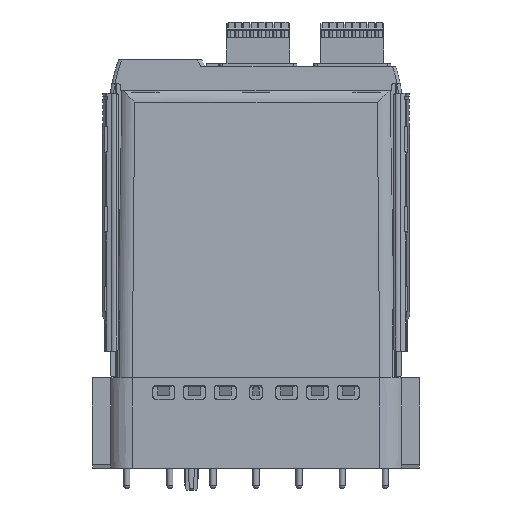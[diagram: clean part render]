
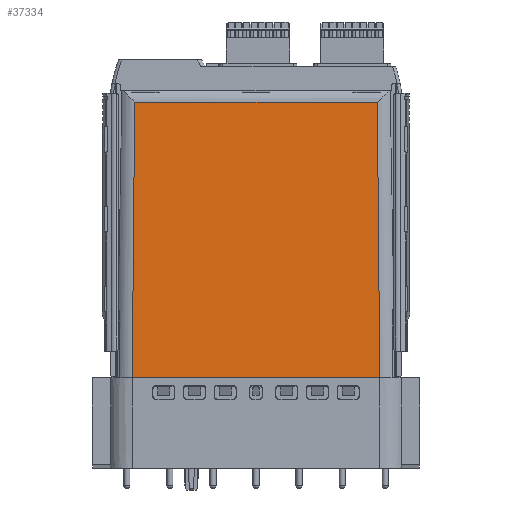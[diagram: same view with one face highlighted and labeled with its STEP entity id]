
A CAD part, front view. The second image highlights one B-rep face of the part: STEP entity #37334.
In plain terms, the highlighted planar face has unit normal (0, -1, 0.009).
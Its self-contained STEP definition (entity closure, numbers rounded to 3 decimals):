
#151=DIRECTION('',(-1.,0.,0.));
#152=VECTOR('',#151,78.937);
#153=CARTESIAN_POINT('',(39.469,-10.968,-5.948));
#154=LINE('',#153,#152);
#228=CARTESIAN_POINT('',(39.469,-10.968,-5.948));
#6006=DIRECTION('',(-1.,0.,0.));
#6007=VECTOR('',#6006,75.826);
#6008=CARTESIAN_POINT('',(37.913,-11.75,
-95.657));
#6009=LINE('',#6008,#6007);
#6010=DIRECTION('',(-1.,0.,0.));
#6011=VECTOR('',#6010,2.309);
#6012=CARTESIAN_POINT('',(-37.941,-11.75,-95.5));
#6013=LINE('',#6012,#6011);
#6014=DIRECTION('',(0.009,0.009,1.));
#6015=VECTOR('',#6014,89.559);
#6016=CARTESIAN_POINT('',(-40.25,-11.75,
-95.5));
#6017=LINE('',#6016,#6015);
#6018=DIRECTION('',(0.009,-0.009,-1.));
#6019=VECTOR('',#6018,89.559);
#6020=CARTESIAN_POINT('',(39.469,-10.968,
-5.948));
#6021=LINE('',#6020,#6019);
#6030=DIRECTION('',(0.174,-0.003,-0.985));
#6031=VECTOR('',#6030,0.16);
#6032=CARTESIAN_POINT('',(-37.941,-11.75,-95.5));
#6033=LINE('',#6032,#6031);
#6197=DIRECTION('',(0.174,0.003,0.985));
#6198=VECTOR('',#6197,0.16);
#6199=CARTESIAN_POINT('',(37.913,-11.75,
-95.657));
#6200=LINE('',#6199,#6198);
#6201=DIRECTION('',(1.,0.,0.));
#6202=VECTOR('',#6201,2.309);
#6203=CARTESIAN_POINT('',(37.941,-11.75,-95.5));
#6204=LINE('',#6203,#6202);
#6209=CARTESIAN_POINT('',(40.25,-11.75,
-95.5));
#23778=VERTEX_POINT('',#228);
#23779=CARTESIAN_POINT('',(-39.469,-10.968,
-5.948));
#23780=VERTEX_POINT('',#23779);
#23791=VERTEX_POINT('',#6209);
#24736=CARTESIAN_POINT('',(-37.913,-11.75,
-95.657));
#24737=VERTEX_POINT('',#24736);
#24738=CARTESIAN_POINT('',(37.913,-11.75,
-95.657));
#24739=VERTEX_POINT('',#24738);
#25669=CARTESIAN_POINT('',(-40.25,-11.75,
-95.5));
#25670=VERTEX_POINT('',#25669);
#25672=CARTESIAN_POINT('',(-37.941,-11.75,-95.5));
#25673=VERTEX_POINT('',#25672);
#25674=CARTESIAN_POINT('',(37.941,-11.75,-95.5));
#25675=VERTEX_POINT('',#25674);
#37315=CARTESIAN_POINT('',(-49.025,-11.75,-95.5));
#37316=DIRECTION('',(0.,-1.,0.009));
#37317=DIRECTION('',(1.,0.,0.));
#37318=AXIS2_PLACEMENT_3D('',#37315,#37316,#37317);
#37319=PLANE('',#37318);
#37320=ORIENTED_EDGE('',*,*,#33956,.T.);
#37322=ORIENTED_EDGE('',*,*,#37321,.F.);
#37324=ORIENTED_EDGE('',*,*,#37323,.T.);
#37325=ORIENTED_EDGE('',*,*,#37298,.T.);
#37326=ORIENTED_EDGE('',*,*,#29510,.F.);
#37327=ORIENTED_EDGE('',*,*,#29698,.T.);
#37329=ORIENTED_EDGE('',*,*,#37328,.F.);
#37331=ORIENTED_EDGE('',*,*,#37330,.F.);
#37332=EDGE_LOOP('',(#37320,#37322,#37324,#37325,#37326,#37327,#37329,#37331));
#37333=FACE_OUTER_BOUND('',#37332,.F.);
#37334=ADVANCED_FACE('',(#37333),#37319,.T.);
#29510=EDGE_CURVE('',#23778,#23780,#154,.T.);
#29698=EDGE_CURVE('',#23778,#23791,#6021,.T.);
#33956=EDGE_CURVE('',#24739,#24737,#6009,.T.);
#37298=EDGE_CURVE('',#25670,#23780,#6017,.T.);
#37321=EDGE_CURVE('',#25673,#24737,#6033,.T.);
#37323=EDGE_CURVE('',#25673,#25670,#6013,.T.);
#37328=EDGE_CURVE('',#25675,#23791,#6204,.T.);
#37330=EDGE_CURVE('',#24739,#25675,#6200,.T.);
